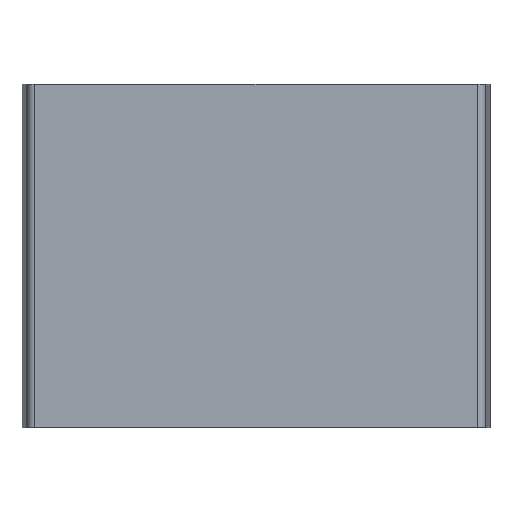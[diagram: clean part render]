
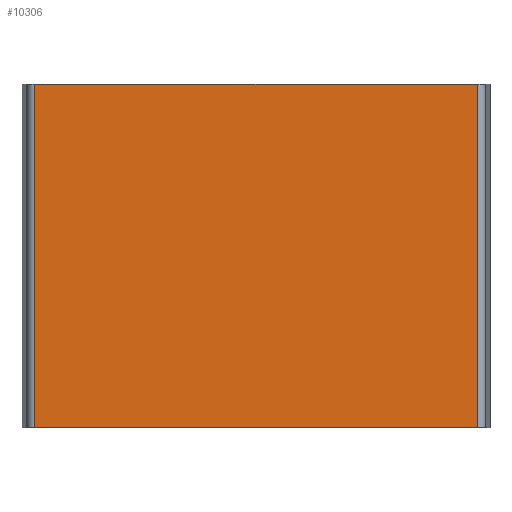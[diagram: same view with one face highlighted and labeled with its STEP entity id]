
A CAD part, top view. The second image highlights one B-rep face of the part: STEP entity #10306.
In plain terms, the highlighted planar face has unit normal (0, 0, 1).
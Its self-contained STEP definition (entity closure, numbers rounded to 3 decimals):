
#27 = VERTEX_POINT ( 'NONE', #10481 ) ;
#29 = VERTEX_POINT ( 'NONE', #10467 ) ;
#4407 = CARTESIAN_POINT ( 'NONE',  ( 1754.823, -283.744, 86.5 ) ) ;
#4408 = LINE ( 'NONE', #4407, #4426 ) ;
#4421 = CARTESIAN_POINT ( 'NONE',  ( 1754.823, -123.244, 86.5 ) ) ;
#4425 = DIRECTION ( 'NONE',  ( 0., -1., 0. ) ) ;
#4426 = VECTOR ( 'NONE', #4425, 1000. ) ;
#4429 = CARTESIAN_POINT ( 'NONE',  ( 1754.823, -288.244, 86.5 ) ) ;
#4470 = DIRECTION ( 'NONE',  ( -1., 0., 0. ) ) ;
#4471 = VECTOR ( 'NONE', #4470, 1000. ) ;
#4477 = CARTESIAN_POINT ( 'NONE',  ( 1754.823, -123.244, 86.5 ) ) ;
#4478 = LINE ( 'NONE', #4477, #4471 ) ;
#4483 = DIRECTION ( 'NONE',  ( 0., -1., 0. ) ) ;
#4484 = DIRECTION ( 'NONE',  ( 0., 0., 1. ) ) ;
#4495 = AXIS2_PLACEMENT_3D ( 'NONE', #4496, #4484, #4483 ) ;
#4496 = CARTESIAN_POINT ( 'NONE',  ( 1754.823, -283.744, 86.5 ) ) ;
#4501 = PLANE ( 'NONE',  #4495 ) ;
#4503 = FACE_OUTER_BOUND ( 'NONE', #10274, .T. ) ;
#4506 = DIRECTION ( 'NONE',  ( 0., 1., 0. ) ) ;
#4507 = VECTOR ( 'NONE', #4506, 1000. ) ;
#4508 = CARTESIAN_POINT ( 'NONE',  ( 1967.567, -283.744, 86.5 ) ) ;
#4510 = LINE ( 'NONE', #4508, #4507 ) ;
#4563 = DIRECTION ( 'NONE',  ( 1., 0., 0. ) ) ;
#4564 = VECTOR ( 'NONE', #4563, 1000. ) ;
#4565 = CARTESIAN_POINT ( 'NONE',  ( 1754.823, -288.244, 86.5 ) ) ;
#4567 = LINE ( 'NONE', #4565, #4564 ) ;
#10266 = EDGE_CURVE ( 'NONE', #10272, #10268, #4408, .T. ) ;
#10268 = VERTEX_POINT ( 'NONE', #4429 ) ;
#10272 = VERTEX_POINT ( 'NONE', #4421 ) ;
#10274 = EDGE_LOOP ( 'NONE', ( #10332, #10305, #10308, #10330 ) ) ;
#10280 = EDGE_CURVE ( 'NONE', #27, #10272, #4478, .T. ) ;
#10294 = EDGE_CURVE ( 'NONE', #29, #27, #4510, .T. ) ;
#10305 = ORIENTED_EDGE ( 'NONE', *, *, #10327, .T. ) ;
#10306 = ADVANCED_FACE ( 'NONE', ( #4503 ), #4501, .T. ) ;
#10308 = ORIENTED_EDGE ( 'NONE', *, *, #10294, .T. ) ;
#10327 = EDGE_CURVE ( 'NONE', #10268, #29, #4567, .T. ) ;
#10330 = ORIENTED_EDGE ( 'NONE', *, *, #10280, .T. ) ;
#10332 = ORIENTED_EDGE ( 'NONE', *, *, #10266, .T. ) ;
#10467 = CARTESIAN_POINT ( 'NONE',  ( 1967.567, -288.244, 86.5 ) ) ;
#10481 = CARTESIAN_POINT ( 'NONE',  ( 1967.567, -123.244, 86.5 ) ) ;
